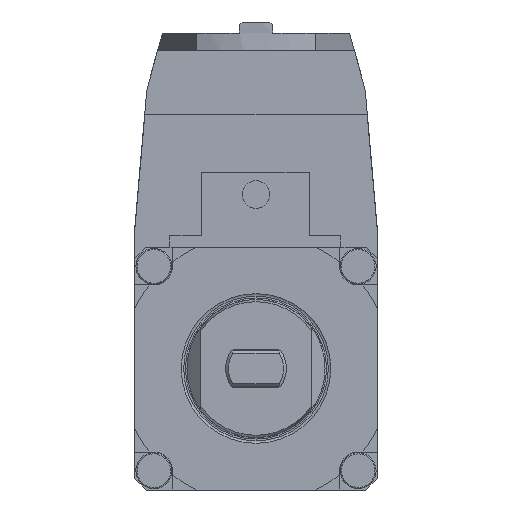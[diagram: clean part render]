
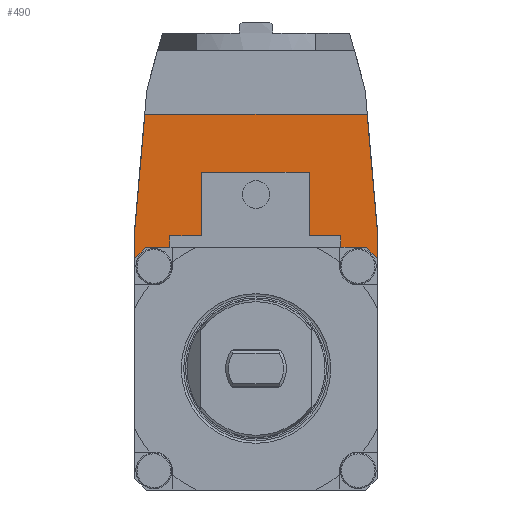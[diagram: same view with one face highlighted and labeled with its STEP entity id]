
A CAD part, front view. The second image highlights one B-rep face of the part: STEP entity #490.
In plain terms, the highlighted planar face has unit normal (0, -1, 0).
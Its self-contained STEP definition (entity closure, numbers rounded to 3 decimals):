
#274 = ORIENTED_EDGE ( 'NONE', *, *, #18221, .T. ) ;
#490 = ADVANCED_FACE ( 'Defeature completata1_156', ( #19775 ), #26628, .F. ) ;
#566 = DIRECTION ( 'NONE',  ( 0., 0., 1. ) ) ;
#1018 = VERTEX_POINT ( 'NONE', #8023 ) ;
#1453 = LINE ( 'NONE', #10638, #28695 ) ;
#1938 = DIRECTION ( 'NONE',  ( 0., 0., 1. ) ) ;
#1984 = CARTESIAN_POINT ( 'NONE',  ( 44., -91., -0.863 ) ) ;
#3836 = CARTESIAN_POINT ( 'NONE',  ( 0., -91., -50. ) ) ;
#3939 = EDGE_CURVE ( 'NONE', #5957, #23709, #13195, .T. ) ;
#4357 = VERTEX_POINT ( 'NONE', #6818 ) ;
#4585 = VERTEX_POINT ( 'NONE', #1984 ) ;
#4668 = ORIENTED_EDGE ( 'NONE', *, *, #22100, .F. ) ;
#5057 = LINE ( 'NONE', #28120, #28554 ) ;
#5957 = VERTEX_POINT ( 'NONE', #13076 ) ;
#6313 = DIRECTION ( 'NONE',  ( 0.087, 0., 0.996 ) ) ;
#6434 = CARTESIAN_POINT ( 'NONE',  ( 0., -91., -50. ) ) ;
#6818 = CARTESIAN_POINT ( 'NONE',  ( 40.25, -91., 42. ) ) ;
#7217 = ORIENTED_EDGE ( 'NONE', *, *, #10736, .F. ) ;
#7291 = ORIENTED_EDGE ( 'NONE', *, *, #25444, .F. ) ;
#7405 = VERTEX_POINT ( 'NONE', #26756 ) ;
#7615 = DIRECTION ( 'NONE',  ( 0., 0., -1. ) ) ;
#8023 = CARTESIAN_POINT ( 'NONE',  ( 39.681, -91., -6. ) ) ;
#8272 = LINE ( 'NONE', #12919, #28752 ) ;
#8329 = ORIENTED_EDGE ( 'NONE', *, *, #9585, .F. ) ;
#9058 = CARTESIAN_POINT ( 'NONE',  ( -39.681, -91., -6. ) ) ;
#9585 = EDGE_CURVE ( 'NONE', #13548, #4357, #1453, .T. ) ;
#10585 = AXIS2_PLACEMENT_3D ( 'NONE', #6434, #26931, #1938 ) ;
#10638 = CARTESIAN_POINT ( 'NONE',  ( -40.25, -91., 42. ) ) ;
#10681 = LINE ( 'NONE', #26211, #18387 ) ;
#10736 = EDGE_CURVE ( 'NONE', #4357, #4585, #8272, .T. ) ;
#11996 = VECTOR ( 'NONE', #20492, 1000. ) ;
#12919 = CARTESIAN_POINT ( 'NONE',  ( 44., -91., -0.863 ) ) ;
#13076 = CARTESIAN_POINT ( 'NONE',  ( -44., -91., -10.319 ) ) ;
#13157 = DIRECTION ( 'NONE',  ( -1., 0., 0. ) ) ;
#13195 = CIRCLE ( 'NONE', #25113, 59.25 ) ;
#13548 = VERTEX_POINT ( 'NONE', #15180 ) ;
#14452 = EDGE_CURVE ( 'NONE', #1018, #23709, #15567, .T. ) ;
#15180 = CARTESIAN_POINT ( 'NONE',  ( -40.25, -91., 42. ) ) ;
#15567 = LINE ( 'NONE', #18093, #11996 ) ;
#16287 = EDGE_LOOP ( 'NONE', ( #18233, #22233, #274, #4668, #7217, #8329, #29599, #7291 ) ) ;
#17939 = AXIS2_PLACEMENT_3D ( 'NONE', #18239, #20638, #21072 ) ;
#18093 = CARTESIAN_POINT ( 'NONE',  ( 0., -91., -6. ) ) ;
#18221 = EDGE_CURVE ( 'NONE', #1018, #7405, #28430, .T. ) ;
#18233 = ORIENTED_EDGE ( 'NONE', *, *, #3939, .T. ) ;
#18239 = CARTESIAN_POINT ( 'NONE',  ( 0., -91., -50. ) ) ;
#18387 = VECTOR ( 'NONE', #6313, 1000. ) ;
#19775 = FACE_OUTER_BOUND ( 'NONE', #16287, .T. ) ;
#20492 = DIRECTION ( 'NONE',  ( -1., 0., 0. ) ) ;
#20571 = CARTESIAN_POINT ( 'NONE',  ( -44., -91., -0.863 ) ) ;
#20638 = DIRECTION ( 'NONE',  ( 0., 1., 0. ) ) ;
#21050 = DIRECTION ( 'NONE',  ( 0.087, 0., -0.996 ) ) ;
#21072 = DIRECTION ( 'NONE',  ( -1., 0., 0. ) ) ;
#21109 = CARTESIAN_POINT ( 'NONE',  ( -44., -91., -89. ) ) ;
#22100 = EDGE_CURVE ( 'NONE', #4585, #7405, #5057, .T. ) ;
#22233 = ORIENTED_EDGE ( 'NONE', *, *, #14452, .F. ) ;
#22932 = VECTOR ( 'NONE', #566, 1000. ) ;
#23709 = VERTEX_POINT ( 'NONE', #9058 ) ;
#24218 = DIRECTION ( 'NONE',  ( 0., 1., 0. ) ) ;
#24245 = VERTEX_POINT ( 'NONE', #20571 ) ;
#25113 = AXIS2_PLACEMENT_3D ( 'NONE', #3836, #24218, #13157 ) ;
#25444 = EDGE_CURVE ( 'NONE', #5957, #24245, #25886, .T. ) ;
#25886 = LINE ( 'NONE', #21109, #22932 ) ;
#26211 = CARTESIAN_POINT ( 'NONE',  ( -44., -91., -0.863 ) ) ;
#26312 = DIRECTION ( 'NONE',  ( 1., 0., 0. ) ) ;
#26628 = PLANE ( 'NONE',  #10585 ) ;
#26756 = CARTESIAN_POINT ( 'NONE',  ( 44., -91., -10.319 ) ) ;
#26931 = DIRECTION ( 'NONE',  ( 0., 1., 0. ) ) ;
#28120 = CARTESIAN_POINT ( 'NONE',  ( 44., -91., -89. ) ) ;
#28430 = CIRCLE ( 'NONE', #17939, 59.25 ) ;
#28554 = VECTOR ( 'NONE', #7615, 1000. ) ;
#28695 = VECTOR ( 'NONE', #26312, 1000. ) ;
#28752 = VECTOR ( 'NONE', #21050, 1000. ) ;
#29565 = EDGE_CURVE ( 'NONE', #24245, #13548, #10681, .T. ) ;
#29599 = ORIENTED_EDGE ( 'NONE', *, *, #29565, .F. ) ;
